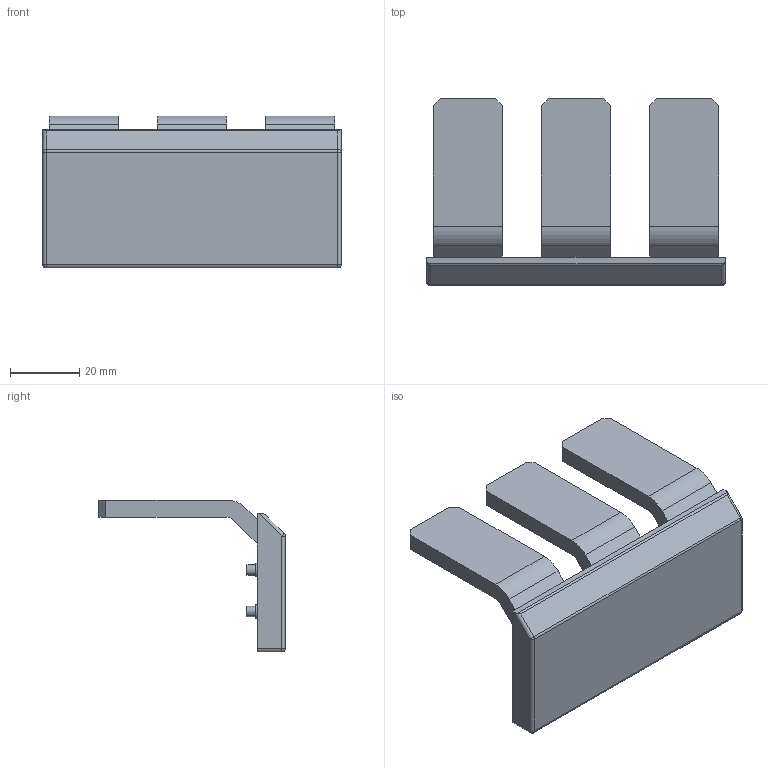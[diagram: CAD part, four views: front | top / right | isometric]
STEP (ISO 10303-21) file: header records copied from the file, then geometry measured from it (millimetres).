
FILE_DESCRIPTION(/* description */ (''),/* implementation_level */ '2;1');
FILE_NAME(/* name */ '2768_2_AQI_3-150.stp',/* time_stamp */ '2020-03-17T15:35:29+01:00',/* author */ (''),/* organization */ (''),/* preprocessor_version */ 'ST-DEVELOPER v16.7',/* originating_system */ 'SIEMENS PLM Software NX 12.0',/* authorisation */ '');
FILE_SCHEMA (('AUTOMOTIVE_DESIGN { 1 0 10303 214 3 1 1 1 }'));
Length unit declared in the file: millimetre
Products named in the file (1): 2768_2_AQI_3-150
Bounding box: 86.6 x 54.04 x 43.99 mm (x, y, z)
Volume: 34622.9 mm3; surface area: 24592.1 mm2
Topology: 2 solids, 2 shells, 156 faces, 377 edges, 248 vertices
Faces by surface type: plane 93, cylinder 59, sphere 4
Full cylindrical faces by diameter (mm): 1.8 x6, 3 x6, 4 x6, 5 x6, 6 x6
Entity records: 4447 total; most frequent: CARTESIAN_POINT 786, DIRECTION 767, ORIENTED_EDGE 678, EDGE_CURVE 339, AXIS2_PLACEMENT_3D 275, VERTEX_POINT 242, EDGE_LOOP 223, LINE 217
